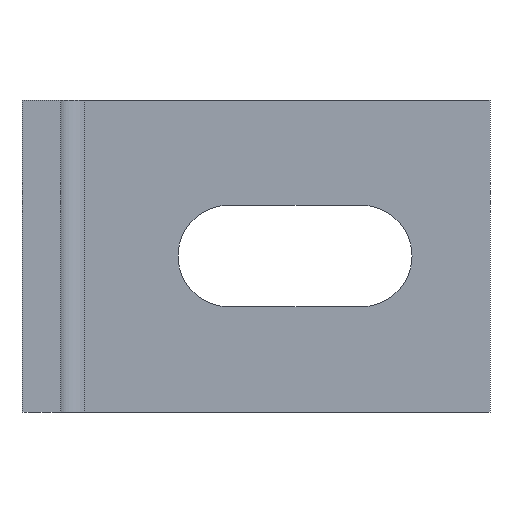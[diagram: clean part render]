
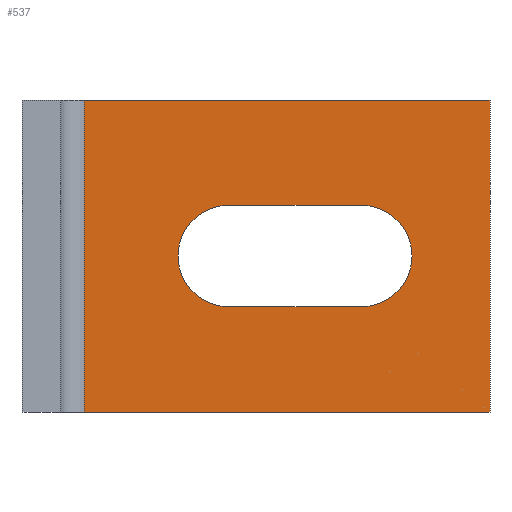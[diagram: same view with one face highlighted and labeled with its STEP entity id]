
A CAD part, front view. The second image highlights one B-rep face of the part: STEP entity #537.
In plain terms, the highlighted planar face has unit normal (0, -1, 0).
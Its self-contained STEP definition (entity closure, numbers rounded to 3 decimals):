
#50=DIRECTION('',(1.,0.,0.));
#51=VECTOR('',#50,52.);
#52=CARTESIAN_POINT('',(8.,55.,-20.));
#53=LINE('',#52,#51);
#151=DIRECTION('',(0.,0.,1.));
#152=VECTOR('',#151,40.);
#153=CARTESIAN_POINT('',(8.,55.,-20.));
#154=LINE('',#153,#152);
#158=CARTESIAN_POINT('',(26.5,55.,0.));
#159=DIRECTION('',(0.,1.,0.));
#160=DIRECTION('',(0.,0.,-1.));
#161=AXIS2_PLACEMENT_3D('',#158,#159,#160);
#166=DIRECTION('',(-1.,0.,0.));
#167=VECTOR('',#166,17.);
#168=CARTESIAN_POINT('',(43.5,55.,-6.5));
#169=LINE('',#168,#167);
#173=CARTESIAN_POINT('',(43.5,55.,0.));
#174=DIRECTION('',(0.,1.,0.));
#175=DIRECTION('',(0.,0.,1.));
#176=AXIS2_PLACEMENT_3D('',#173,#174,#175);
#181=DIRECTION('',(1.,0.,0.));
#182=VECTOR('',#181,17.);
#183=CARTESIAN_POINT('',(26.5,55.,6.5));
#184=LINE('',#183,#182);
#188=DIRECTION('',(1.,0.,0.));
#189=VECTOR('',#188,52.);
#190=CARTESIAN_POINT('',(8.,55.,20.));
#191=LINE('',#190,#189);
#324=DIRECTION('',(0.,0.,1.));
#325=VECTOR('',#324,40.);
#326=CARTESIAN_POINT('',(60.,55.,-20.));
#327=LINE('',#326,#325);
#391=CARTESIAN_POINT('',(60.,55.,-20.));
#393=VERTEX_POINT('',#391);
#399=CARTESIAN_POINT('',(60.,55.,20.));
#401=VERTEX_POINT('',#399);
#411=CARTESIAN_POINT('',(8.,55.,-20.));
#412=CARTESIAN_POINT('',(8.,55.,20.));
#413=VERTEX_POINT('',#411);
#414=VERTEX_POINT('',#412);
#419=CARTESIAN_POINT('',(26.5,55.,-6.5));
#420=CARTESIAN_POINT('',(26.5,55.,6.5));
#421=VERTEX_POINT('',#419);
#422=VERTEX_POINT('',#420);
#423=CARTESIAN_POINT('',(43.5,55.,6.5));
#424=VERTEX_POINT('',#423);
#425=CARTESIAN_POINT('',(43.5,55.,-6.5));
#426=VERTEX_POINT('',#425);
#514=CARTESIAN_POINT('',(5.,55.,-20.));
#515=DIRECTION('',(0.,-1.,0.));
#516=DIRECTION('',(1.,0.,0.));
#517=AXIS2_PLACEMENT_3D('',#514,#515,#516);
#518=PLANE('',#517);
#519=ORIENTED_EDGE('',*,*,#505,.T.);
#521=ORIENTED_EDGE('',*,*,#520,.T.);
#523=ORIENTED_EDGE('',*,*,#522,.F.);
#524=ORIENTED_EDGE('',*,*,#460,.F.);
#525=EDGE_LOOP('',(#519,#521,#523,#524));
#526=FACE_OUTER_BOUND('',#525,.F.);
#528=ORIENTED_EDGE('',*,*,#527,.F.);
#530=ORIENTED_EDGE('',*,*,#529,.F.);
#532=ORIENTED_EDGE('',*,*,#531,.F.);
#534=ORIENTED_EDGE('',*,*,#533,.F.);
#535=EDGE_LOOP('',(#528,#530,#532,#534));
#536=FACE_BOUND('',#535,.F.);
#537=ADVANCED_FACE('',(#526,#536),#518,.T.);
#162=CIRCLE('',#161,6.5);
#177=CIRCLE('',#176,6.5);
#460=EDGE_CURVE('',#413,#393,#53,.T.);
#505=EDGE_CURVE('',#413,#414,#154,.T.);
#520=EDGE_CURVE('',#414,#401,#191,.T.);
#522=EDGE_CURVE('',#393,#401,#327,.T.);
#527=EDGE_CURVE('',#421,#422,#162,.T.);
#529=EDGE_CURVE('',#426,#421,#169,.T.);
#531=EDGE_CURVE('',#424,#426,#177,.T.);
#533=EDGE_CURVE('',#422,#424,#184,.T.);
